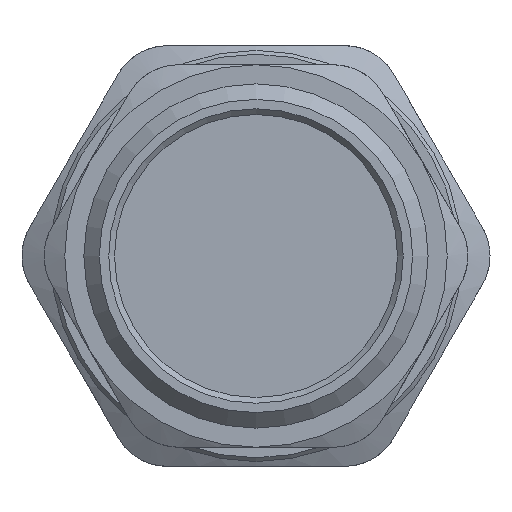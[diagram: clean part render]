
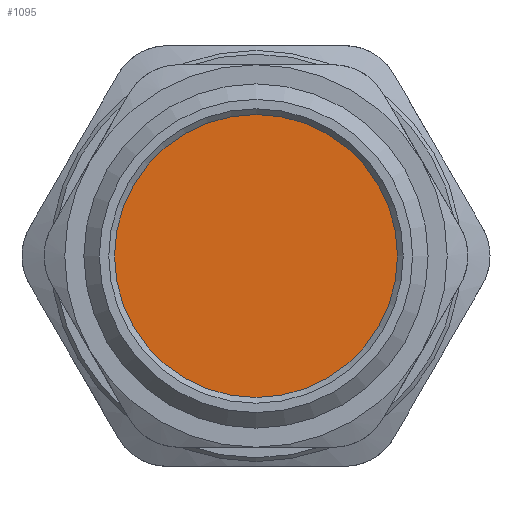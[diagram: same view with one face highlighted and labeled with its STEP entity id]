
A CAD part, front view. The second image highlights one B-rep face of the part: STEP entity #1095.
In plain terms, the highlighted planar face has unit normal (0, -1, 0).
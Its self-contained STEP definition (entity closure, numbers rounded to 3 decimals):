
#124=FACE_OUTER_BOUND('',#191,.T.);
#191=EDGE_LOOP('',(#694));
#382=CIRCLE('',#1193,7.4);
#430=VERTEX_POINT('',#1597);
#533=EDGE_CURVE('',#430,#430,#382,.T.);
#694=ORIENTED_EDGE('',*,*,#533,.F.);
#1004=PLANE('',#1192);
#1095=ADVANCED_FACE('',(#124),#1004,.F.);
#1192=AXIS2_PLACEMENT_3D('',#1596,#1318,#1319);
#1193=AXIS2_PLACEMENT_3D('',#1598,#1320,#1321);
#1318=DIRECTION('center_axis',(0.,1.,0.));
#1319=DIRECTION('ref_axis',(0.,0.,1.));
#1320=DIRECTION('center_axis',(0.,1.,0.));
#1321=DIRECTION('ref_axis',(1.,0.,0.));
#1596=CARTESIAN_POINT('Origin',(-1.415,-11.323,0.));
#1597=CARTESIAN_POINT('',(-8.815,-11.323,0.));
#1598=CARTESIAN_POINT('Origin',(-1.415,-11.323,0.));
